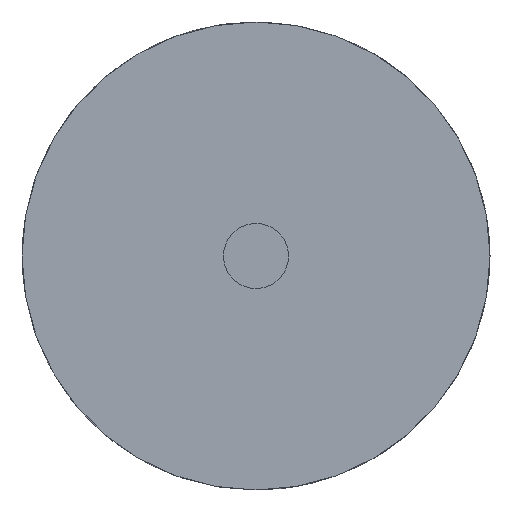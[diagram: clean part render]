
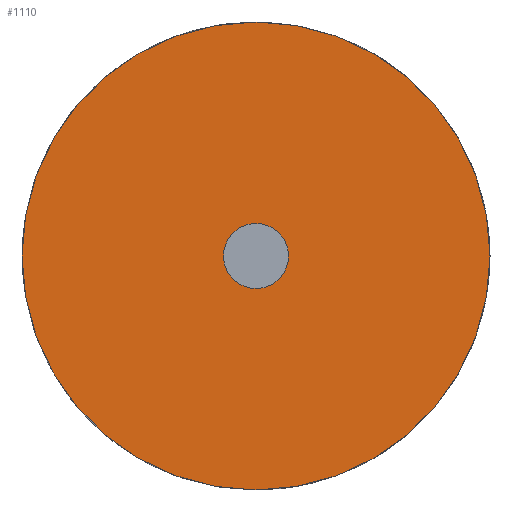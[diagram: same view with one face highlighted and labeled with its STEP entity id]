
A CAD part, left-side view. The second image highlights one B-rep face of the part: STEP entity #1110.
In plain terms, the highlighted face is planar.
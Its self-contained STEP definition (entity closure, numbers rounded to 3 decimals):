
#326=FACE_OUTER_BOUND('',#413,.T.);
#413=EDGE_LOOP('',(#915));
#495=CIRCLE('',#1304,18.);
#589=VERTEX_POINT('',#1981);
#702=EDGE_CURVE('',#589,#589,#495,.T.);
#915=ORIENTED_EDGE('',*,*,#702,.F.);
#1066=PLANE('',#1305);
#1110=ADVANCED_FACE('',(#326),#1066,.F.);
#1304=AXIS2_PLACEMENT_3D('',#1982,#1589,#1590);
#1305=AXIS2_PLACEMENT_3D('',#1984,#1592,#1593);
#1589=DIRECTION('center_axis',(0.,0.,1.));
#1590=DIRECTION('ref_axis',(1.,0.,0.));
#1592=DIRECTION('center_axis',(0.,0.,1.));
#1593=DIRECTION('ref_axis',(1.,0.,0.));
#1981=CARTESIAN_POINT('',(18.,0.,0.));
#1982=CARTESIAN_POINT('Origin',(0.,0.,0.));
#1984=CARTESIAN_POINT('Origin',(0.,0.,0.));
